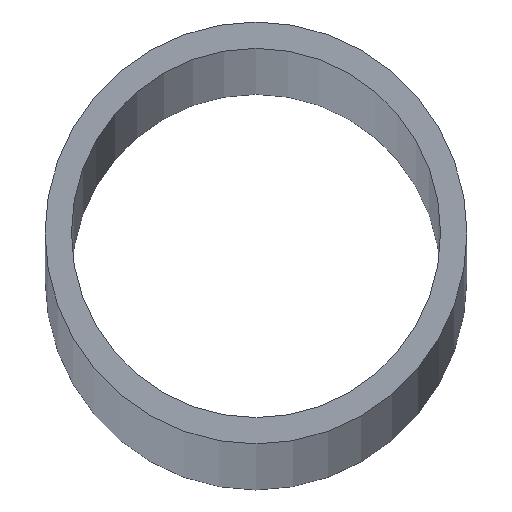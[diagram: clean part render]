
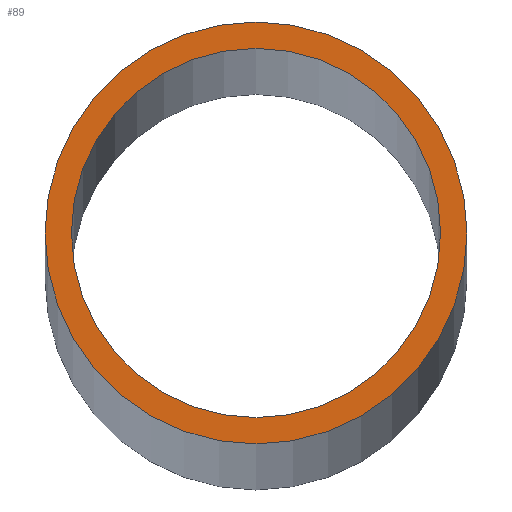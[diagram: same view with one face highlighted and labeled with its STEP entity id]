
A CAD part, top view. The second image highlights one B-rep face of the part: STEP entity #89.
In plain terms, the highlighted planar face has unit normal (0, 0, 1).
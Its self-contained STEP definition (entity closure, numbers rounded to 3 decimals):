
#3 = VERTEX_POINT ( 'NONE', #120 ) ;
#12 = DIRECTION ( 'NONE',  ( 1., 0., 0. ) ) ;
#16 = AXIS2_PLACEMENT_3D ( 'NONE', #98, #114, #12 ) ;
#23 = CARTESIAN_POINT ( 'NONE',  ( 0., 0., 2000. ) ) ;
#29 = FACE_OUTER_BOUND ( 'NONE', #85, .T. ) ;
#31 = EDGE_LOOP ( 'NONE', ( #51 ) ) ;
#33 = AXIS2_PLACEMENT_3D ( 'NONE', #23, #67, #150 ) ;
#45 = AXIS2_PLACEMENT_3D ( 'NONE', #79, #91, #115 ) ;
#48 = FACE_BOUND ( 'NONE', #31, .T. ) ;
#51 = ORIENTED_EDGE ( 'NONE', *, *, #62, .F. ) ;
#55 = EDGE_CURVE ( 'NONE', #134, #134, #59, .T. ) ;
#59 = CIRCLE ( 'NONE', #45, 16. ) ;
#62 = EDGE_CURVE ( 'NONE', #3, #3, #132, .T. ) ;
#67 = DIRECTION ( 'NONE',  ( 0., 0., 1. ) ) ;
#70 = CARTESIAN_POINT ( 'NONE',  ( 16., 0., 2000. ) ) ;
#79 = CARTESIAN_POINT ( 'NONE',  ( 0., 0., 2000. ) ) ;
#85 = EDGE_LOOP ( 'NONE', ( #143 ) ) ;
#89 = ADVANCED_FACE ( 'NONE', ( #29, #48 ), #144, .T. ) ;
#91 = DIRECTION ( 'NONE',  ( 0., 0., 1. ) ) ;
#98 = CARTESIAN_POINT ( 'NONE',  ( 0., 0., 2000. ) ) ;
#114 = DIRECTION ( 'NONE',  ( 0., 0., 1. ) ) ;
#115 = DIRECTION ( 'NONE',  ( 1., 0., 0. ) ) ;
#120 = CARTESIAN_POINT ( 'NONE',  ( 14., 0., 2000. ) ) ;
#132 = CIRCLE ( 'NONE', #33, 14. ) ;
#134 = VERTEX_POINT ( 'NONE', #70 ) ;
#143 = ORIENTED_EDGE ( 'NONE', *, *, #55, .T. ) ;
#144 = PLANE ( 'NONE',  #16 ) ;
#150 = DIRECTION ( 'NONE',  ( 1., 0., 0. ) ) ;
